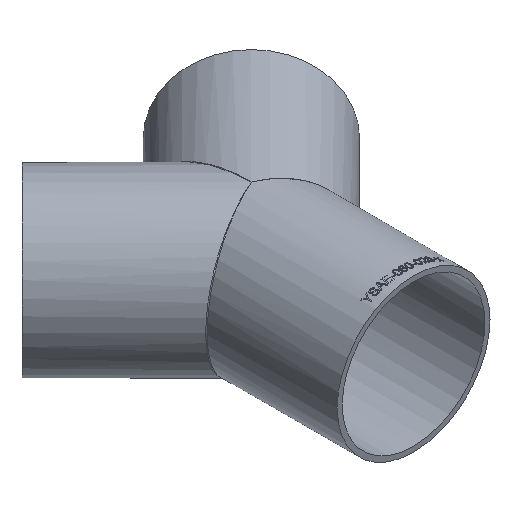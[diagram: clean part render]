
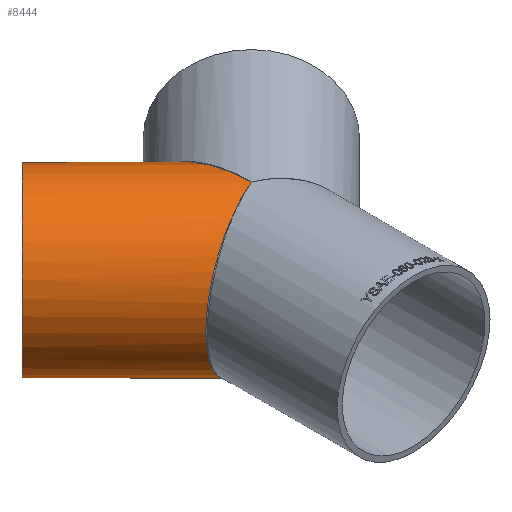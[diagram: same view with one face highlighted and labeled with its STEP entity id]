
A CAD part, isometric view. The second image highlights one B-rep face of the part: STEP entity #8444.
In plain terms, the highlighted cylindrical face has radius 30.15 mm (diameter 60.3 mm), a full revolution.
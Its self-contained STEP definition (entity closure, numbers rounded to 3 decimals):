
#1684 = ORIENTED_EDGE ( 'NONE', *, *, #8899, .T. ) ;
#1799 = CARTESIAN_POINT ( 'NONE',  ( -0.849, 86.126, 30.15 ) ) ;
#2359 = ORIENTED_EDGE ( 'NONE', *, *, #9083, .T. ) ;
#3351 = CYLINDRICAL_SURFACE ( 'NONE', #11529, 30.15 ) ;
#4926 = EDGE_LOOP ( 'NONE', ( #1684, #2359 ) ) ;
#5210 = CARTESIAN_POINT ( 'NONE',  ( 0., 0., 30.15 ) ) ;
#6673 = CARTESIAN_POINT ( 'NONE',  ( 0., 0., -30.15 ) ) ;
#6737 = FACE_OUTER_BOUND ( 'NONE', #4926, .T. ) ;
#6807 = CIRCLE ( 'NONE', #15448, 30.15 ) ;
#7013 = EDGE_CURVE ( 'NONE', #15776, #15776, #6807, .T. ) ;
#7191 = CARTESIAN_POINT ( 'NONE',  ( -66.574, 23.936, 0. ) ) ;
#7429 = DIRECTION ( 'NONE',  ( -0.707, -0.707, 0. ) ) ;
#7539 = CARTESIAN_POINT ( 'NONE',  ( 0., 0., -30.15 ) ) ;
#8444 = ADVANCED_FACE ( 'NONE', ( #6737, #11933 ), #3351, .T. ) ;
#8899 = EDGE_CURVE ( 'NONE', #20107, #16360, #12568, .T. ) ;
#8904 = CARTESIAN_POINT ( 'NONE',  ( -60.651, -24.626, -30.15 ) ) ;
#9010 = CARTESIAN_POINT ( 'NONE',  ( -60.651, -24.626, 30.15 ) ) ;
#9083 = EDGE_CURVE ( 'NONE', #16360, #20107, #21819, .T. ) ;
#10251 = CARTESIAN_POINT ( 'NONE',  ( 23.522, -23.522, 0. ) ) ;
#10896 = ORIENTED_EDGE ( 'NONE', *, *, #7013, .F. ) ;
#11454 = CARTESIAN_POINT ( 'NONE',  ( -0.849, 86.126, -30.15 ) ) ;
#11529 = AXIS2_PLACEMENT_3D ( 'NONE', #10251, #12050, #22006 ) ;
#11933 = FACE_OUTER_BOUND ( 'NONE', #12094, .T. ) ;
#12050 = DIRECTION ( 'NONE',  ( -0.707, 0.707, 0. ) ) ;
#12094 = EDGE_LOOP ( 'NONE', ( #10896 ) ) ;
#12568 =( BOUNDED_CURVE ( )  B_SPLINE_CURVE ( 3, ( #5210, #1799, #11454, #6673 ),
 .UNSPECIFIED., .F., .T. ) 
 B_SPLINE_CURVE_WITH_KNOTS ( ( 4, 4 ),
 ( 1.571, 4.712 ),
 .UNSPECIFIED. ) 
 CURVE ( )  GEOMETRIC_REPRESENTATION_ITEM ( )  RATIONAL_B_SPLINE_CURVE ( ( 1., 0.333, 0.333, 1. ) ) 
 REPRESENTATION_ITEM ( '' )  );
#14429 = CARTESIAN_POINT ( 'NONE',  ( -45.255, 45.255, 0. ) ) ;
#15448 = AXIS2_PLACEMENT_3D ( 'NONE', #14429, #17934, #7429 ) ;
#15776 = VERTEX_POINT ( 'NONE', #7191 ) ;
#15884 = CARTESIAN_POINT ( 'NONE',  ( 0., 0., -30.15 ) ) ;
#16013 = CARTESIAN_POINT ( 'NONE',  ( 0., 0., 30.15 ) ) ;
#16360 = VERTEX_POINT ( 'NONE', #15884 ) ;
#17934 = DIRECTION ( 'NONE',  ( -0.707, 0.707, 0. ) ) ;
#20107 = VERTEX_POINT ( 'NONE', #16013 ) ;
#20995 = CARTESIAN_POINT ( 'NONE',  ( 0., 0., 30.15 ) ) ;
#21819 =( BOUNDED_CURVE ( )  B_SPLINE_CURVE ( 3, ( #7539, #8904, #9010, #20995 ),
 .UNSPECIFIED., .F., .F. ) 
 B_SPLINE_CURVE_WITH_KNOTS ( ( 4, 4 ),
 ( 4.712, 7.854 ),
 .UNSPECIFIED. ) 
 CURVE ( )  GEOMETRIC_REPRESENTATION_ITEM ( )  RATIONAL_B_SPLINE_CURVE ( ( 1., 0.333, 0.333, 1. ) ) 
 REPRESENTATION_ITEM ( '' )  );
#22006 = DIRECTION ( 'NONE',  ( -0.707, -0.707, 0. ) ) ;
